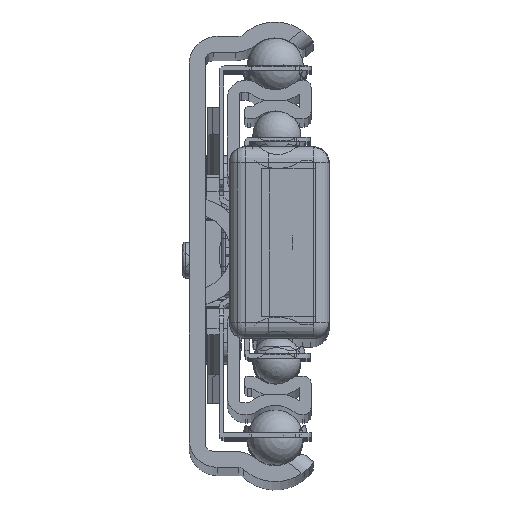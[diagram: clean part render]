
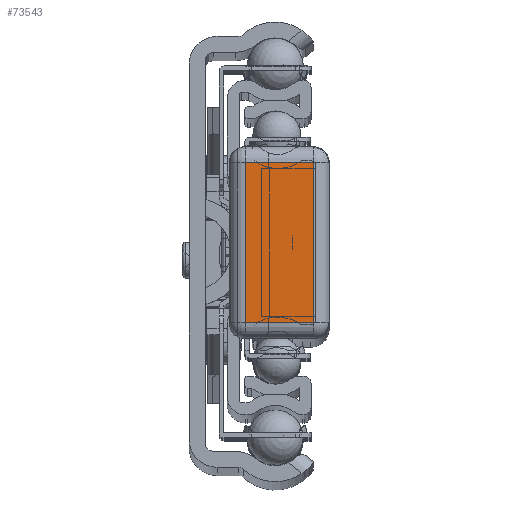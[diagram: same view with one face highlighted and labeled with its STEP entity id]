
A CAD part, top view. The second image highlights one B-rep face of the part: STEP entity #73543.
In plain terms, the highlighted planar face has unit normal (0, 0, 1).
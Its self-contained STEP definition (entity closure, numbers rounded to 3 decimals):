
#3027=LINE('',#109105,#8449);
#3029=LINE('',#109113,#8451);
#3031=LINE('',#109123,#8453);
#3033=LINE('',#109132,#8455);
#8449=VECTOR('',#87133,10.);
#8451=VECTOR('',#87141,10.);
#8453=VECTOR('',#87153,10.);
#8455=VECTOR('',#87165,10.);
#13007=PLANE('',#78158);
#15202=FACE_OUTER_BOUND('',#18979,.T.);
#18979=EDGE_LOOP('',(#50899,#50900,#50901,#50902));
#29232=VERTEX_POINT('',#109102);
#29233=VERTEX_POINT('',#109104);
#29236=VERTEX_POINT('',#109112);
#29239=VERTEX_POINT('',#109122);
#37489=EDGE_CURVE('',#29232,#29233,#3027,.T.);
#37493=EDGE_CURVE('',#29233,#29236,#3029,.T.);
#37498=EDGE_CURVE('',#29236,#29239,#3031,.T.);
#37503=EDGE_CURVE('',#29239,#29232,#3033,.T.);
#50899=ORIENTED_EDGE('',*,*,#37489,.F.);
#50900=ORIENTED_EDGE('',*,*,#37503,.F.);
#50901=ORIENTED_EDGE('',*,*,#37498,.F.);
#50902=ORIENTED_EDGE('',*,*,#37493,.F.);
#73543=ADVANCED_FACE('',(#15202),#13007,.T.);
#78158=AXIS2_PLACEMENT_3D('',#109146,#87187,#87188);
#87133=DIRECTION('',(0.,1.,0.));
#87141=DIRECTION('',(1.,0.,0.));
#87153=DIRECTION('',(0.,-1.,0.));
#87165=DIRECTION('',(-1.,0.,0.));
#87187=DIRECTION('center_axis',(0.,0.,
1.));
#87188=DIRECTION('ref_axis',(-1.,0.,0.));
#109102=CARTESIAN_POINT('',(-3.75,-10.,950.));
#109104=CARTESIAN_POINT('',(-3.75,10.,950.));
#109105=CARTESIAN_POINT('',(-3.75,-5.,950.));
#109112=CARTESIAN_POINT('',(4.75,10.,950.));
#109113=CARTESIAN_POINT('',(-1.625,10.,950.));
#109122=CARTESIAN_POINT('',(4.75,-10.,950.));
#109123=CARTESIAN_POINT('',(4.75,5.,950.));
#109132=CARTESIAN_POINT('',(2.625,-10.,950.));
#109146=CARTESIAN_POINT('Origin',(0.5,0.,950.));
